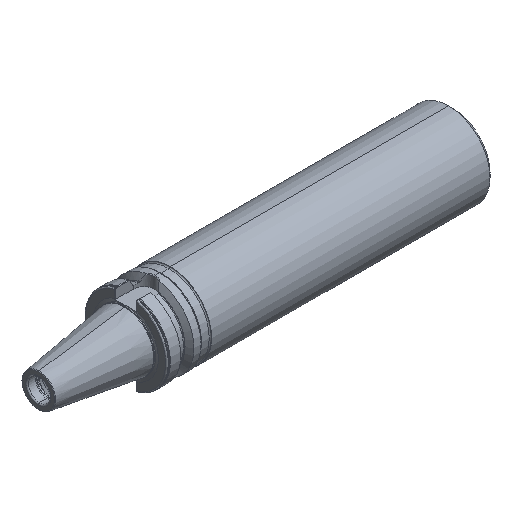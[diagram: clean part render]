
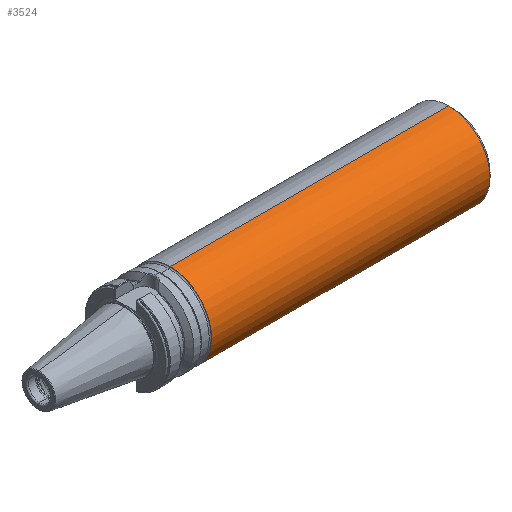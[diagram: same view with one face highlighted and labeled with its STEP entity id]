
A CAD part, isometric view. The second image highlights one B-rep face of the part: STEP entity #3524.
In plain terms, the highlighted cylindrical face has radius 31.5 mm (diameter 63 mm), a partial arc.
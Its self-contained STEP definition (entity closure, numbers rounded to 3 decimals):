
#100 = CIRCLE ( 'NONE', #946, 31.5 ) ;
#103 = CIRCLE ( 'NONE', #978, 31.5 ) ;
#278 = FACE_OUTER_BOUND ( 'NONE', #3814, .T. ) ;
#285 = CYLINDRICAL_SURFACE ( 'NONE', #5641, 31.5 ) ;
#439 = VECTOR ( 'NONE', #5291, 1000. ) ;
#456 = LINE ( 'NONE', #5281, #439 ) ;
#460 = VECTOR ( 'NONE', #5215, 1000. ) ;
#480 = LINE ( 'NONE', #5250, #460 ) ;
#946 = AXIS2_PLACEMENT_3D ( 'NONE', #3009, #3066, #3060 ) ;
#978 = AXIS2_PLACEMENT_3D ( 'NONE', #5909, #5911, #5922 ) ;
#3009 = CARTESIAN_POINT ( 'NONE',  ( 34., 0., 0. ) ) ;
#3060 = DIRECTION ( 'NONE',  ( 0., 0., -1. ) ) ;
#3066 = DIRECTION ( 'NONE',  ( 1., 0., 0. ) ) ;
#3524 = ADVANCED_FACE ( 'NONE', ( #278 ), #285, .T. ) ;
#3814 = EDGE_LOOP ( 'NONE', ( #6968, #6957, #6950, #6965 ) ) ;
#3954 = VERTEX_POINT ( 'NONE', #4629 ) ;
#3965 = VERTEX_POINT ( 'NONE', #4577 ) ;
#4061 = VERTEX_POINT ( 'NONE', #4730 ) ;
#4107 = VERTEX_POINT ( 'NONE', #4747 ) ;
#4577 = CARTESIAN_POINT ( 'NONE',  ( 34., 0., 31.5 ) ) ;
#4629 = CARTESIAN_POINT ( 'NONE',  ( 34., 0., -31.5 ) ) ;
#4730 = CARTESIAN_POINT ( 'NONE',  ( 246., 0., -31.5 ) ) ;
#4747 = CARTESIAN_POINT ( 'NONE',  ( 246., 0., 31.5 ) ) ;
#5215 = DIRECTION ( 'NONE',  ( 1., 0., 0. ) ) ;
#5250 = CARTESIAN_POINT ( 'NONE',  ( 272.54, 0., -31.5 ) ) ;
#5281 = CARTESIAN_POINT ( 'NONE',  ( 272.54, 0., 31.5 ) ) ;
#5291 = DIRECTION ( 'NONE',  ( 1., 0., 0. ) ) ;
#5443 = EDGE_CURVE ( 'NONE', #3954, #4061, #480, .T. ) ;
#5447 = EDGE_CURVE ( 'NONE', #3965, #4107, #456, .T. ) ;
#5641 = AXIS2_PLACEMENT_3D ( 'NONE', #6834, #6840, #6809 ) ;
#5676 = EDGE_CURVE ( 'NONE', #3965, #3954, #100, .T. ) ;
#5723 = EDGE_CURVE ( 'NONE', #4061, #4107, #103, .T. ) ;
#5909 = CARTESIAN_POINT ( 'NONE',  ( 246., 0., 0. ) ) ;
#5911 = DIRECTION ( 'NONE',  ( -1., 0., 0. ) ) ;
#5922 = DIRECTION ( 'NONE',  ( 0., 0., -1. ) ) ;
#6809 = DIRECTION ( 'NONE',  ( 0., 0., -1. ) ) ;
#6834 = CARTESIAN_POINT ( 'NONE',  ( 272.54, 0., 0. ) ) ;
#6840 = DIRECTION ( 'NONE',  ( 1., 0., 0. ) ) ;
#6950 = ORIENTED_EDGE ( 'NONE', *, *, #5443, .T. ) ;
#6957 = ORIENTED_EDGE ( 'NONE', *, *, #5676, .T. ) ;
#6965 = ORIENTED_EDGE ( 'NONE', *, *, #5723, .T. ) ;
#6968 = ORIENTED_EDGE ( 'NONE', *, *, #5447, .F. ) ;
